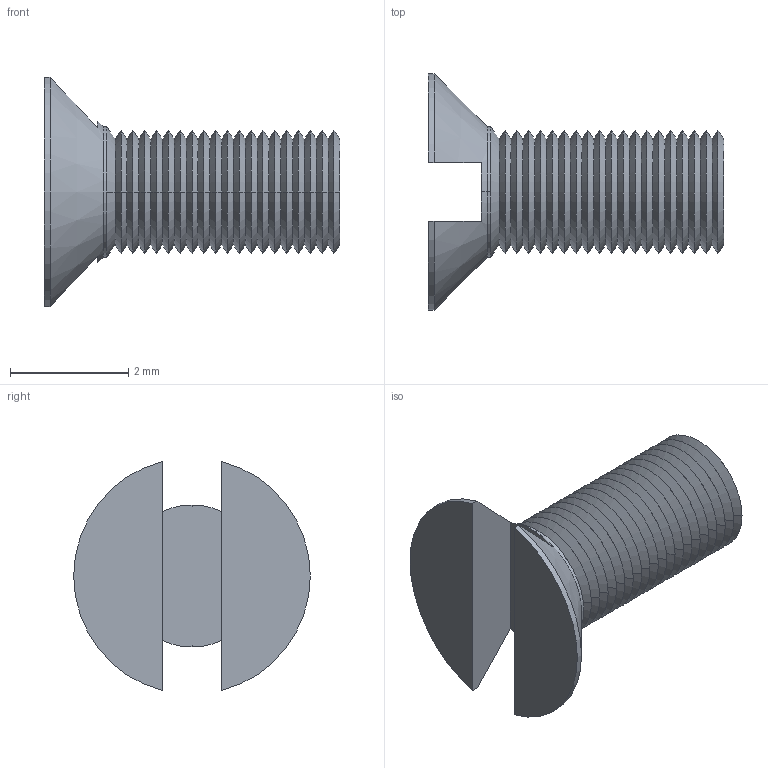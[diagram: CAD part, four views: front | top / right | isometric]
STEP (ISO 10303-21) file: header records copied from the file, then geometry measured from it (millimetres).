
FILE_DESCRIPTION (( 'STEP AP214' ), '1' );
FILE_NAME ('Screw M2.2 x 5 Countersunk.STEP', '2025-07-06T08:34:24', ( '' ), ( '' ), 'SwSTEP 2.0', 'SolidWorks 2025', '' );
FILE_SCHEMA (( 'AUTOMOTIVE_DESIGN' ));
Length unit declared in the file: millimetre
Products named in the file (1): Screw M2.2 x 5 Countersunk_B18.6.7M - M3 x 0.5 x 5 Slotted FHMS --5S
Bounding box: 5 x 4 x 3.87 mm (x, y, z)
Volume: 17.2 mm3; surface area: 72.4 mm2
Topology: 1 solids, 1 shells, 90 faces, 186 edges, 98 vertices
Faces by surface type: cone 80, plane 6, cylinder 4
Entity records: 2356 total; most frequent: DIRECTION 456, CARTESIAN_POINT 387, ORIENTED_EDGE 372, EDGE_CURVE 186, AXIS2_PLACEMENT_3D 183, VERTEX_POINT 98, CIRCLE 92, FACE_OUTER_BOUND 90
